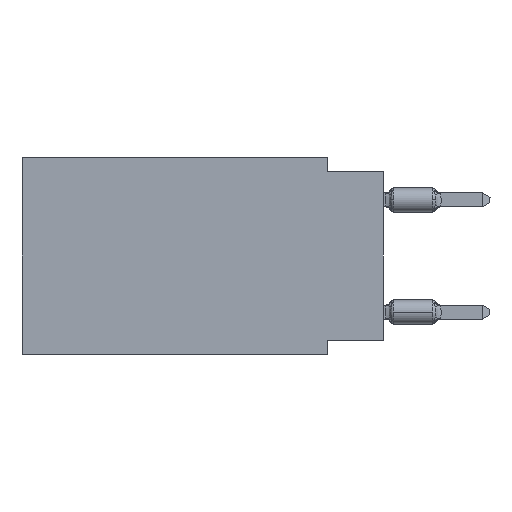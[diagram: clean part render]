
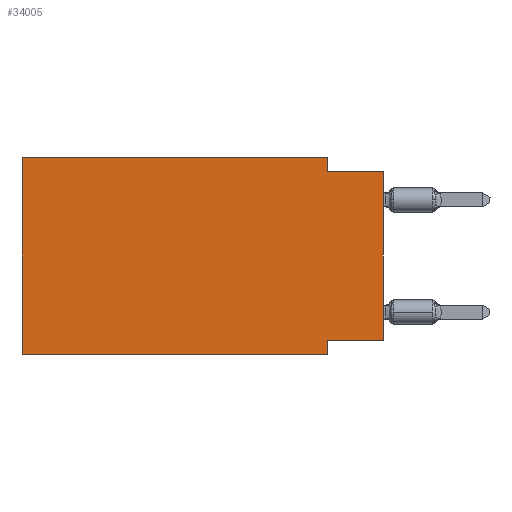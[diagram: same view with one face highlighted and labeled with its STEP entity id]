
A CAD part, left-side view. The second image highlights one B-rep face of the part: STEP entity #34005.
In plain terms, the highlighted planar face has unit normal (-1, 0, 0).
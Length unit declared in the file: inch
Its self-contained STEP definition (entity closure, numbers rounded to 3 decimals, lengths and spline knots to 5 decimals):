
#1284 = VERTEX_POINT ( 'NONE', #29605 ) ;
#1974 = VECTOR ( 'NONE', #34089, 39.37008 ) ;
#2053 = CARTESIAN_POINT ( 'NONE',  ( 0., 0.645, 0. ) ) ;
#2158 = PLANE ( 'NONE',  #38607 ) ;
#3780 = CARTESIAN_POINT ( 'NONE',  ( 0., 0.645, 0. ) ) ;
#4019 = EDGE_CURVE ( 'NONE', #27037, #32625, #35279, .T. ) ;
#4734 = FACE_OUTER_BOUND ( 'NONE', #38403, .T. ) ;
#5323 = CARTESIAN_POINT ( 'NONE',  ( 0., 0.1, 0. ) ) ;
#6104 = CARTESIAN_POINT ( 'NONE',  ( 0., 0.645, -0.35 ) ) ;
#9708 = DIRECTION ( 'NONE',  ( 0., 0., 1. ) ) ;
#10552 = CARTESIAN_POINT ( 'NONE',  ( 0., 0., 0. ) ) ;
#11008 = EDGE_CURVE ( 'NONE', #39897, #32625, #12538, .T. ) ;
#11496 = DIRECTION ( 'NONE',  ( 0., -1., 0. ) ) ;
#11706 = VERTEX_POINT ( 'NONE', #25492 ) ;
#11903 = LINE ( 'NONE', #2053, #19135 ) ;
#12484 = ORIENTED_EDGE ( 'NONE', *, *, #23012, .T. ) ;
#12538 = LINE ( 'NONE', #6104, #24107 ) ;
#12559 = VECTOR ( 'NONE', #36924, 39.37008 ) ;
#13735 = CARTESIAN_POINT ( 'NONE',  ( 0., 0.645, 0. ) ) ;
#14586 = VECTOR ( 'NONE', #9708, 39.37008 ) ;
#15125 = VERTEX_POINT ( 'NONE', #13735 ) ;
#16836 = DIRECTION ( 'NONE',  ( 0., 0., 1. ) ) ;
#17135 = EDGE_CURVE ( 'NONE', #15125, #11706, #11903, .T. ) ;
#17822 = LINE ( 'NONE', #27038, #12559 ) ;
#18237 = DIRECTION ( 'NONE',  ( 1., 0., 0. ) ) ;
#18337 = ORIENTED_EDGE ( 'NONE', *, *, #39400, .F. ) ;
#19121 = LINE ( 'NONE', #10552, #14586 ) ;
#19135 = VECTOR ( 'NONE', #11496, 39.37008 ) ;
#19181 = DIRECTION ( 'NONE',  ( 0., -1., 0. ) ) ;
#19997 = DIRECTION ( 'NONE',  ( 0., -1., 0. ) ) ;
#20245 = ORIENTED_EDGE ( 'NONE', *, *, #17135, .F. ) ;
#22194 = DIRECTION ( 'NONE',  ( 0., 0., -1. ) ) ;
#22467 = VECTOR ( 'NONE', #19997, 39.37008 ) ;
#22688 = ORIENTED_EDGE ( 'NONE', *, *, #4019, .F. ) ;
#22795 = LINE ( 'NONE', #32655, #22467 ) ;
#23012 = EDGE_CURVE ( 'NONE', #38023, #39963, #19121, .T. ) ;
#23196 = EDGE_CURVE ( 'NONE', #38023, #27037, #17822, .T. ) ;
#24017 = LINE ( 'NONE', #5323, #1974 ) ;
#24107 = VECTOR ( 'NONE', #19181, 39.37008 ) ;
#24441 = VECTOR ( 'NONE', #22194, 39.37008 ) ;
#25492 = CARTESIAN_POINT ( 'NONE',  ( 0., 0.1, 0. ) ) ;
#26274 = LINE ( 'NONE', #3780, #29693 ) ;
#27037 = VERTEX_POINT ( 'NONE', #38629 ) ;
#27038 = CARTESIAN_POINT ( 'NONE',  ( 0., 0., -0.325 ) ) ;
#27662 = CARTESIAN_POINT ( 'NONE',  ( 0., 0.645, 0. ) ) ;
#28491 = EDGE_CURVE ( 'NONE', #39897, #15125, #26274, .T. ) ;
#29605 = CARTESIAN_POINT ( 'NONE',  ( 0., 0.1, -0.025 ) ) ;
#29693 = VECTOR ( 'NONE', #16836, 39.37008 ) ;
#31511 = DIRECTION ( 'NONE',  ( 0., 0., -1. ) ) ;
#32581 = ORIENTED_EDGE ( 'NONE', *, *, #41489, .F. ) ;
#32625 = VERTEX_POINT ( 'NONE', #39289 ) ;
#32655 = CARTESIAN_POINT ( 'NONE',  ( 0., 0., -0.025 ) ) ;
#34005 = ADVANCED_FACE ( 'NONE', ( #4734 ), #2158, .F. ) ;
#34089 = DIRECTION ( 'NONE',  ( 0., 0., -1. ) ) ;
#35279 = LINE ( 'NONE', #38934, #24441 ) ;
#35355 = ORIENTED_EDGE ( 'NONE', *, *, #11008, .T. ) ;
#36924 = DIRECTION ( 'NONE',  ( 0., 1., 0. ) ) ;
#37808 = CARTESIAN_POINT ( 'NONE',  ( 0., 0., -0.325 ) ) ;
#38023 = VERTEX_POINT ( 'NONE', #37808 ) ;
#38403 = EDGE_LOOP ( 'NONE', ( #12484, #18337, #32581, #20245, #39830, #35355, #22688, #41607 ) ) ;
#38607 = AXIS2_PLACEMENT_3D ( 'NONE', #27662, #18237, #31511 ) ;
#38629 = CARTESIAN_POINT ( 'NONE',  ( 0., 0.1, -0.325 ) ) ;
#38934 = CARTESIAN_POINT ( 'NONE',  ( 0., 0.1, -0.35 ) ) ;
#39289 = CARTESIAN_POINT ( 'NONE',  ( 0., 0.1, -0.35 ) ) ;
#39400 = EDGE_CURVE ( 'NONE', #1284, #39963, #22795, .T. ) ;
#39489 = CARTESIAN_POINT ( 'NONE',  ( 0., 0.645, -0.35 ) ) ;
#39830 = ORIENTED_EDGE ( 'NONE', *, *, #28491, .F. ) ;
#39897 = VERTEX_POINT ( 'NONE', #39489 ) ;
#39963 = VERTEX_POINT ( 'NONE', #41113 ) ;
#41113 = CARTESIAN_POINT ( 'NONE',  ( 0., 0., -0.025 ) ) ;
#41489 = EDGE_CURVE ( 'NONE', #11706, #1284, #24017, .T. ) ;
#41607 = ORIENTED_EDGE ( 'NONE', *, *, #23196, .F. ) ;
